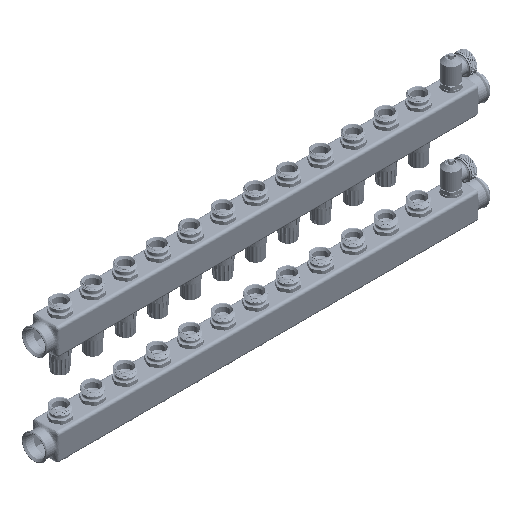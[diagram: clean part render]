
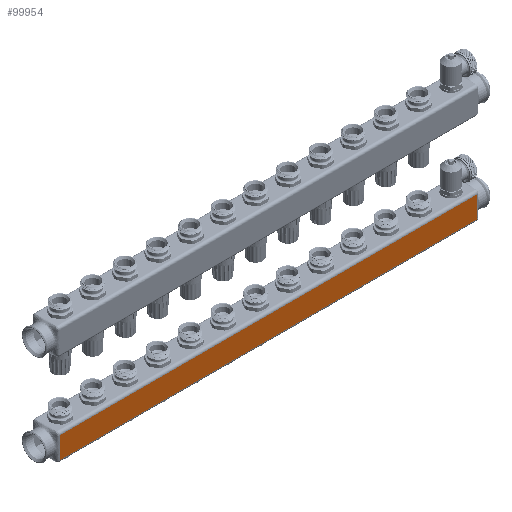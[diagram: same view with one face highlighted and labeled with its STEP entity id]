
A CAD part, isometric view. The second image highlights one B-rep face of the part: STEP entity #99954.
In plain terms, the highlighted planar face has unit normal (0, -1, 0).
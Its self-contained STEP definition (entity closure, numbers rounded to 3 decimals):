
#93939=CARTESIAN_POINT('',(19.869,-20.,
-16.5));
#93945=CARTESIAN_POINT('',(660.131,-20.,16.5));
#93946=CARTESIAN_POINT('',(660.131,-20.,16.5));
#93947=CARTESIAN_POINT('',(660.161,-20.,
15.801));
#93948=CARTESIAN_POINT('',(660.225,-20.,
14.452));
#93949=CARTESIAN_POINT('',(660.332,-20.,
12.511));
#93950=CARTESIAN_POINT('',(660.441,-20.,
10.726));
#93951=CARTESIAN_POINT('',(660.544,-20.,
9.054));
#93952=CARTESIAN_POINT('',(660.636,-20.,
7.423));
#93953=CARTESIAN_POINT('',(660.713,-20.,5.782));
#93954=CARTESIAN_POINT('',(660.769,-20.,4.134));
#93955=CARTESIAN_POINT('',(660.805,-20.,2.504));
#93956=CARTESIAN_POINT('',(660.822,-20.,0.895));
#93957=CARTESIAN_POINT('',(660.823,-20.,-0.717));
#93958=CARTESIAN_POINT('',(660.807,-20.,-2.353));
#93959=CARTESIAN_POINT('',(660.773,-20.,-4.01));
#93960=CARTESIAN_POINT('',(660.718,-20.,-5.659));
#93961=CARTESIAN_POINT('',(660.643,-20.,-7.286));
#93962=CARTESIAN_POINT('',(660.551,-20.,-8.929));
#93963=CARTESIAN_POINT('',(660.446,-20.,-10.642));
#93964=CARTESIAN_POINT('',(660.335,-20.,-12.464));
#93965=CARTESIAN_POINT('',(660.226,-20.,-14.428));
#93966=CARTESIAN_POINT('',(660.162,-20.,-15.787));
#93967=CARTESIAN_POINT('',(660.131,-20.,-16.5));
#93968=CARTESIAN_POINT('',(660.131,-20.,-16.5));
#93970=CARTESIAN_POINT('',(19.869,-20.,
-16.5));
#93971=CARTESIAN_POINT('',(19.795,-20.,
-14.776));
#93972=CARTESIAN_POINT('',(19.614,-20.,
-11.521));
#93973=CARTESIAN_POINT('',(19.339,-20.,
-7.245));
#93974=CARTESIAN_POINT('',(19.201,-20.,
-3.484));
#93975=CARTESIAN_POINT('',(19.166,-20.,
0.021));
#93976=CARTESIAN_POINT('',(19.201,-20.,
3.478));
#93977=CARTESIAN_POINT('',(19.339,-20.,
7.264));
#93978=CARTESIAN_POINT('',(19.619,-20.,
11.591));
#93979=CARTESIAN_POINT('',(19.797,-20.,
14.806));
#93980=CARTESIAN_POINT('',(19.869,-20.,
16.5));
#95246=DIRECTION('',(-1.,0.,0.));
#95247=VECTOR('',#95246,640.263);
#95248=CARTESIAN_POINT('',(660.131,-20.,
16.5));
#95249=LINE('',#95248,#95247);
#95250=CARTESIAN_POINT('',(19.869,-20.,
16.5));
#96872=DIRECTION('',(1.,0.,0.));
#96873=VECTOR('',#96872,640.263);
#96874=CARTESIAN_POINT('',(19.869,-20.,
-16.5));
#96875=LINE('',#96874,#96873);
#98107=VERTEX_POINT('',#95250);
#98122=VERTEX_POINT('',#93939);
#98124=VERTEX_POINT('',#93945);
#98125=VERTEX_POINT('',#93968);
#99940=CARTESIAN_POINT('',(340.,-20.,0.));
#99941=DIRECTION('',(0.,1.,0.));
#99942=DIRECTION('',(1.,0.,0.));
#99943=AXIS2_PLACEMENT_3D('',#99940,#99941,#99942);
#99944=PLANE('',#99943);
#99946=ORIENTED_EDGE('',*,*,#99945,.T.);
#99948=ORIENTED_EDGE('',*,*,#99947,.F.);
#99949=ORIENTED_EDGE('',*,*,#99934,.T.);
#99951=ORIENTED_EDGE('',*,*,#99950,.F.);
#99952=EDGE_LOOP('',(#99946,#99948,#99949,#99951));
#99953=FACE_OUTER_BOUND('',#99952,.F.);
#99954=ADVANCED_FACE('',(#99953),#99944,.F.);
#93969=B_SPLINE_CURVE_WITH_KNOTS('',3,(#93945,#93946,#93947,#93948,#93949,
#93950,#93951,#93952,#93953,#93954,#93955,#93956,#93957,#93958,#93959,#93960,
#93961,#93962,#93963,#93964,#93965,#93966,#93967,#93968),.UNSPECIFIED.,.F.,.F.,(
4,1,1,1,1,1,1,1,1,1,1,1,1,1,1,1,1,1,1,1,1,4),(0.,0.,
0.063,0.122,0.176,0.225,
0.274,0.325,0.375,0.425,
0.473,0.521,0.571,0.621,
0.672,0.721,0.77,0.822,
0.877,0.936,1.,1.),.UNSPECIFIED.);
#93981=B_SPLINE_CURVE_WITH_KNOTS('',3,(#93970,#93971,#93972,#93973,#93974,
#93975,#93976,#93977,#93978,#93979,#93980),.UNSPECIFIED.,.F.,.F.,(4,1,1,1,1,1,1,
1,4),(0.,0.125,0.25,0.375,0.5,0.625,0.75,0.875,1.),
.UNSPECIFIED.);
#99934=EDGE_CURVE('',#98122,#98107,#93981,.T.);
#99945=EDGE_CURVE('',#98124,#98125,#93969,.T.);
#99947=EDGE_CURVE('',#98122,#98125,#96875,.T.);
#99950=EDGE_CURVE('',#98124,#98107,#95249,.T.);
